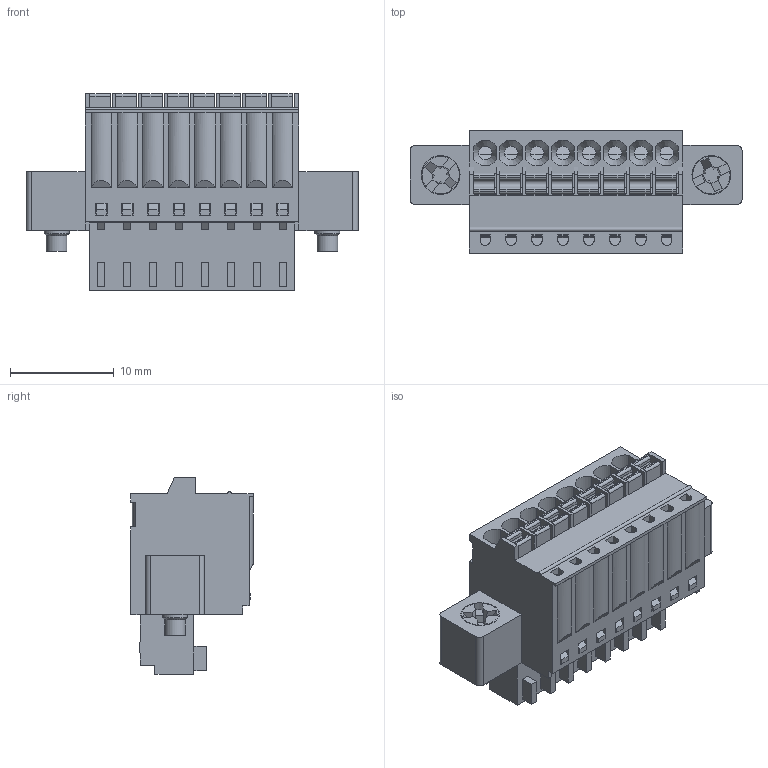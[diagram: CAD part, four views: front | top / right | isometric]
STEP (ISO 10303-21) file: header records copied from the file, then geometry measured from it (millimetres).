
FILE_DESCRIPTION(/* description */ ('Unknown'),/* implementation_level */ '2;1');
FILE_NAME(/* name */ '691381030008',/* time_stamp */ '2019-06-20T14:30:45+02:00',/* author */ ('Unknown'),/* organization */ ('Unknown'),/* preprocessor_version */ 'ST-DEVELOPER v16.7',/* originating_system */ 'DEX',/* authorisation */ $);
FILE_SCHEMA (('AUTOMOTIVE_DESIGN {1 0 10303 214 3 1 1}'));
Length unit declared in the file: millimetre
Products named in the file (7): 6913810300xx; 691381030008; 691381030008_BAS; 6913810300xx_VIS Flange; 6913810000xx_Levier; 6913810000xx; 6913810000xx_LAME
Assembly tree (28 placements, depth 2):
  6913810300xx
    691381030008
    691381030008_BAS
    6913810300xx_VIS Flange  x2
    6913810000xx_Levier  x8
    6913810000xx  x8
    6913810000xx_LAME  x8
Bounding box: 32 x 11.8 x 18.95 mm (x, y, z)
Volume: 2344 mm3; surface area: 7945 mm2
Topology: 28 solids, 28 shells, 2078 faces, 5786 edges, 3760 vertices
Faces by surface type: plane 1653, cylinder 401, cone 18, torus 6
Full cylindrical faces by diameter (mm): 1.3 x8, 2 x2, 2.4 x2, 2.45 x2, 3.75 x2, 3.8 x2
Entity records: 35675 total; most frequent: CARTESIAN_POINT 6375, ORIENTED_EDGE 6198, DIRECTION 5559, EDGE_CURVE 3099, LINE 2827, VECTOR 2827, VERTEX_POINT 2054, AXIS2_PLACEMENT_3D 1366
